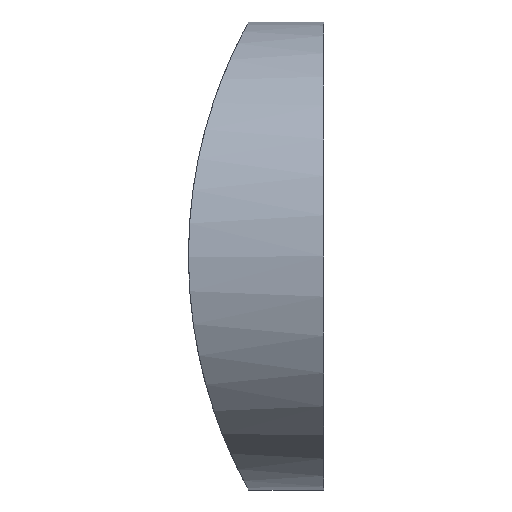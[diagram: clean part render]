
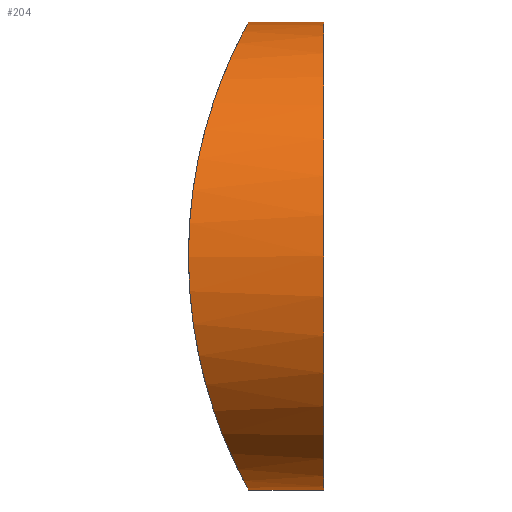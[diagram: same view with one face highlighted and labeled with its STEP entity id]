
A CAD part, front view. The second image highlights one B-rep face of the part: STEP entity #204.
In plain terms, the highlighted cylindrical face has radius 6.25 mm (diameter 12.5 mm), a partial arc.
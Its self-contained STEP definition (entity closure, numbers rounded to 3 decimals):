
#1 = CARTESIAN_POINT ( 'NONE',  ( -8.048, 1.178, -3.658 ) ) ;
#4 = CARTESIAN_POINT ( 'NONE',  ( -7.388, 3.104, -5.416 ) ) ;
#6 = CARTESIAN_POINT ( 'NONE',  ( -7.846, 1.693, -4.282 ) ) ;
#7 = ORIENTED_EDGE ( 'NONE', *, *, #31, .T. ) ;
#12 = AXIS2_PLACEMENT_3D ( 'NONE', #28, #179, #30 ) ;
#13 = CARTESIAN_POINT ( 'NONE',  ( -8.477, 0.205, -1.641 ) ) ;
#15 = CARTESIAN_POINT ( 'NONE',  ( -7.897, 1.557, -4.133 ) ) ;
#16 = CARTESIAN_POINT ( 'NONE',  ( -6.964, 5.83, -6.25 ) ) ;
#17 = DIRECTION ( 'NONE',  ( 1., 0., 0. ) ) ;
#18 = VERTEX_POINT ( 'NONE', #67 ) ;
#21 = CARTESIAN_POINT ( 'NONE',  ( -8.472, 0.216, 1.643 ) ) ;
#22 = CARTESIAN_POINT ( 'NONE',  ( -7.743, 1.976, -4.565 ) ) ;
#23 = CARTESIAN_POINT ( 'NONE',  ( -8.496, 0.165, 1.44 ) ) ;
#25 = CARTESIAN_POINT ( 'NONE',  ( -7.081, 4.607, -6.034 ) ) ;
#26 = CARTESIAN_POINT ( 'NONE',  ( -7.691, 2.125, -4.7 ) ) ;
#28 = CARTESIAN_POINT ( 'NONE',  ( -17.665, 6.25, 0. ) ) ;
#30 = DIRECTION ( 'NONE',  ( 0., 0., -1. ) ) ;
#31 = EDGE_CURVE ( 'NONE', #36, #57, #158, .T. ) ;
#32 = CARTESIAN_POINT ( 'NONE',  ( -8.575, 0., 0.417 ) ) ;
#36 = VERTEX_POINT ( 'NONE', #63 ) ;
#39 = CARTESIAN_POINT ( 'NONE',  ( -7.744, 1.975, 4.563 ) ) ;
#41 = CARTESIAN_POINT ( 'NONE',  ( -8.415, 0.338, 2.038 ) ) ;
#45 = VECTOR ( 'NONE', #213, 1000. ) ;
#50 = CARTESIAN_POINT ( 'NONE',  ( -8.048, 1.177, 3.656 ) ) ;
#57 = VERTEX_POINT ( 'NONE', #62 ) ;
#58 = CARTESIAN_POINT ( 'NONE',  ( -7.18, 4.02, -5.842 ) ) ;
#60 = CARTESIAN_POINT ( 'NONE',  ( -8.19, 0.837, 3.15 ) ) ;
#62 = CARTESIAN_POINT ( 'NONE',  ( -6.964, 6.25, -6.25 ) ) ;
#63 = CARTESIAN_POINT ( 'NONE',  ( -6.964, 6.25, 6.25 ) ) ;
#66 = CARTESIAN_POINT ( 'NONE',  ( -6.964, 6.25, -6.25 ) ) ;
#67 = CARTESIAN_POINT ( 'NONE',  ( -4.965, 6.25, 6.25 ) ) ;
#71 = CARTESIAN_POINT ( 'NONE',  ( -6.964, 5.83, 6.25 ) ) ;
#73 = CARTESIAN_POINT ( 'NONE',  ( -4.965, 6.25, -6.25 ) ) ;
#79 = CARTESIAN_POINT ( 'NONE',  ( -8.275, 0.645, -2.796 ) ) ;
#81 = EDGE_CURVE ( 'NONE', #18, #189, #192, .T. ) ;
#83 = CARTESIAN_POINT ( 'NONE',  ( -17.665, 6.25, -6.25 ) ) ;
#86 = CARTESIAN_POINT ( 'NONE',  ( -7.588, 2.436, -4.956 ) ) ;
#89 = CARTESIAN_POINT ( 'NONE',  ( -7.297, 3.459, 5.607 ) ) ;
#90 = CARTESIAN_POINT ( 'NONE',  ( -7.297, 3.459, -5.607 ) ) ;
#95 = CARTESIAN_POINT ( 'NONE',  ( -7.389, 3.103, 5.415 ) ) ;
#97 = CARTESIAN_POINT ( 'NONE',  ( -8.575, 0., -0.422 ) ) ;
#98 = CARTESIAN_POINT ( 'NONE',  ( -7.14, 4.212, 5.922 ) ) ;
#102 = CARTESIAN_POINT ( 'NONE',  ( -6.987, 5.417, -6.208 ) ) ;
#103 = VECTOR ( 'NONE', #173, 1000. ) ;
#107 = EDGE_CURVE ( 'NONE', #57, #189, #120, .T. ) ;
#114 = CARTESIAN_POINT ( 'NONE',  ( -7.589, 2.434, 4.954 ) ) ;
#116 = ORIENTED_EDGE ( 'NONE', *, *, #107, .T. ) ;
#120 = LINE ( 'NONE', #83, #45 ) ;
#121 = CARTESIAN_POINT ( 'NONE',  ( -8.418, 0.329, -2.042 ) ) ;
#123 = LINE ( 'NONE', #138, #103 ) ;
#126 = CARTESIAN_POINT ( 'NONE',  ( -6.987, 5.418, 6.208 ) ) ;
#128 = CARTESIAN_POINT ( 'NONE',  ( -8.555, 0.042, 0.831 ) ) ;
#130 = AXIS2_PLACEMENT_3D ( 'NONE', #140, #17, #176 ) ;
#137 = EDGE_LOOP ( 'NONE', ( #217, #7, #116, #164 ) ) ;
#138 = CARTESIAN_POINT ( 'NONE',  ( -17.665, 6.25, 6.25 ) ) ;
#140 = CARTESIAN_POINT ( 'NONE',  ( -4.965, 6.25, 0. ) ) ;
#142 = CARTESIAN_POINT ( 'NONE',  ( -7.053, 4.809, -6.085 ) ) ;
#147 = CARTESIAN_POINT ( 'NONE',  ( -7.537, 2.599, -5.077 ) ) ;
#150 = CARTESIAN_POINT ( 'NONE',  ( -6.964, 6.25, 6.25 ) ) ;
#152 = CARTESIAN_POINT ( 'NONE',  ( -8.382, 0.408, 2.231 ) ) ;
#156 = CARTESIAN_POINT ( 'NONE',  ( -7.075, 4.611, 6.045 ) ) ;
#157 = CYLINDRICAL_SURFACE ( 'NONE', #12, 6.25 ) ;
#158 = B_SPLINE_CURVE_WITH_KNOTS ( 'NONE', 3,
 ( #150, #71, #126, #156, #98, #89, #95, #198, #114, #190, #39, #181, #220, #167, #50, #60, #221, #152, #41, #21, #23, #128, #32, #97, #219, #13, #121, #79, #202, #1, #178, #15, #6, #22, #26, #86, #147, #4, #90, #58, #169, #25, #142, #102, #16, #66 ),
 .UNSPECIFIED., .F., .F.,
 ( 4, 2, 2, 2, 2, 2, 2, 2, 2, 2, 2, 2, 2, 2, 2, 2, 2, 2, 2, 2, 2, 2, 4 ),
 ( 0.01, 0.011, 0.012, 0.014, 0.014, 0.015, 0.016, 0.016, 0.017, 0.018, 0.019, 0.02, 0.021, 0.022, 0.024, 0.024, 0.025, 0.025, 0.026, 0.027, 0.028, 0.029, 0.03 ),
 .UNSPECIFIED. ) ;
#164 = ORIENTED_EDGE ( 'NONE', *, *, #81, .F. ) ;
#167 = CARTESIAN_POINT ( 'NONE',  ( -7.999, 1.299, 3.82 ) ) ;
#169 = CARTESIAN_POINT ( 'NONE',  ( -7.144, 4.212, -5.912 ) ) ;
#173 = DIRECTION ( 'NONE',  ( 1., 0., 0. ) ) ;
#176 = DIRECTION ( 'NONE',  ( 0., 0., -1. ) ) ;
#178 = CARTESIAN_POINT ( 'NONE',  ( -7.998, 1.301, -3.822 ) ) ;
#179 = DIRECTION ( 'NONE',  ( 1., 0., 0. ) ) ;
#181 = CARTESIAN_POINT ( 'NONE',  ( -7.847, 1.691, 4.28 ) ) ;
#189 = VERTEX_POINT ( 'NONE', #73 ) ;
#190 = CARTESIAN_POINT ( 'NONE',  ( -7.692, 2.123, 4.698 ) ) ;
#192 = CIRCLE ( 'NONE', #130, 6.25 ) ;
#198 = CARTESIAN_POINT ( 'NONE',  ( -7.537, 2.598, 5.076 ) ) ;
#202 = CARTESIAN_POINT ( 'NONE',  ( -8.189, 0.838, -3.153 ) ) ;
#204 = ADVANCED_FACE ( 'NONE', ( #223 ), #157, .T. ) ;
#213 = DIRECTION ( 'NONE',  ( 1., 0., 0. ) ) ;
#217 = ORIENTED_EDGE ( 'NONE', *, *, #224, .F. ) ;
#219 = CARTESIAN_POINT ( 'NONE',  ( -8.554, 0.042, -0.834 ) ) ;
#220 = CARTESIAN_POINT ( 'NONE',  ( -7.898, 1.556, 4.131 ) ) ;
#221 = CARTESIAN_POINT ( 'NONE',  ( -8.275, 0.645, 2.794 ) ) ;
#223 = FACE_OUTER_BOUND ( 'NONE', #137, .T. ) ;
#224 = EDGE_CURVE ( 'NONE', #36, #18, #123, .T. ) ;
